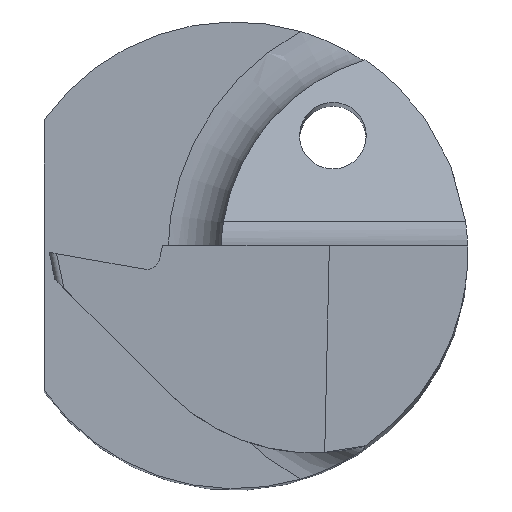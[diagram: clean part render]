
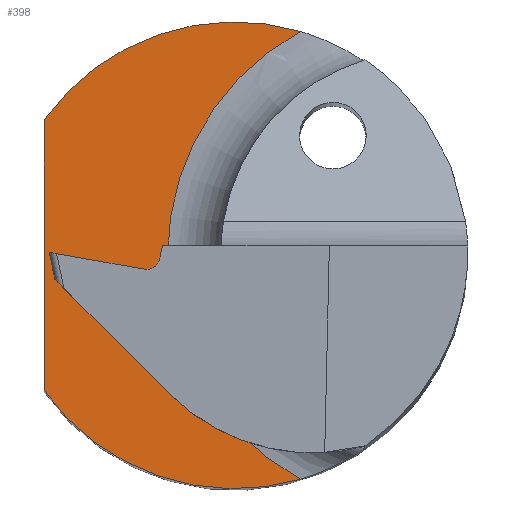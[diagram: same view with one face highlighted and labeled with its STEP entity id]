
A CAD part, top view. The second image highlights one B-rep face of the part: STEP entity #398.
In plain terms, the highlighted planar face has unit normal (0, 0, 1).
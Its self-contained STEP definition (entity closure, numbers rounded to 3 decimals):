
#10 = AXIS2_PLACEMENT_3D ( 'NONE', #126, #858, #643 ) ;
#63 = ORIENTED_EDGE ( 'NONE', *, *, #789, .F. ) ;
#89 = CARTESIAN_POINT ( 'NONE',  ( -2.85, -2.032, 15. ) ) ;
#126 = CARTESIAN_POINT ( 'NONE',  ( 0., 0., 15. ) ) ;
#151 = DIRECTION ( 'NONE',  ( -1., 0., 0. ) ) ;
#157 = CARTESIAN_POINT ( 'NONE',  ( -2.85, 2.032, 15. ) ) ;
#167 = CIRCLE ( 'NONE', #843, 3.827 ) ;
#170 = FACE_OUTER_BOUND ( 'NONE', #775, .T. ) ;
#239 = DIRECTION ( 'NONE',  ( -1., 0., 0. ) ) ;
#272 = ORIENTED_EDGE ( 'NONE', *, *, #284, .F. ) ;
#284 = EDGE_CURVE ( 'NONE', #492, #658, #613, .T. ) ;
#320 = VERTEX_POINT ( 'NONE', #89 ) ;
#331 = ORIENTED_EDGE ( 'NONE', *, *, #468, .F. ) ;
#335 = AXIS2_PLACEMENT_3D ( 'NONE', #453, #610, #689 ) ;
#398 = ADVANCED_FACE ( 'NONE', ( #170 ), #467, .T. ) ;
#420 = ORIENTED_EDGE ( 'NONE', *, *, #647, .F. ) ;
#453 = CARTESIAN_POINT ( 'NONE',  ( 0., 0., 15. ) ) ;
#467 = PLANE ( 'NONE',  #908 ) ;
#468 = EDGE_CURVE ( 'NONE', #708, #320, #484, .T. ) ;
#484 = CIRCLE ( 'NONE', #335, 3.5 ) ;
#492 = VERTEX_POINT ( 'NONE', #157 ) ;
#496 = CIRCLE ( 'NONE', #762, 3.827 ) ;
#518 = CARTESIAN_POINT ( 'NONE',  ( 2.827, 0., 15. ) ) ;
#527 = DIRECTION ( 'NONE',  ( 0., 0., 1. ) ) ;
#555 = VECTOR ( 'NONE', #692, 1000. ) ;
#575 = VERTEX_POINT ( 'NONE', #824 ) ;
#610 = DIRECTION ( 'NONE',  ( 0., 0., -1. ) ) ;
#611 = LINE ( 'NONE', #767, #555 ) ;
#613 = CIRCLE ( 'NONE', #10, 3.5 ) ;
#643 = DIRECTION ( 'NONE',  ( -1., 0., 0. ) ) ;
#647 = EDGE_CURVE ( 'NONE', #575, #708, #496, .T. ) ;
#658 = VERTEX_POINT ( 'NONE', #817 ) ;
#683 = EDGE_CURVE ( 'NONE', #658, #575, #167, .T. ) ;
#688 = CARTESIAN_POINT ( 'NONE',  ( 0.325, -0.054, 15. ) ) ;
#689 = DIRECTION ( 'NONE',  ( -1., 0., 0. ) ) ;
#692 = DIRECTION ( 'NONE',  ( 0., 1., 0. ) ) ;
#694 = DIRECTION ( 'NONE',  ( 0., 0., 1. ) ) ;
#708 = VERTEX_POINT ( 'NONE', #749 ) ;
#734 = CARTESIAN_POINT ( 'NONE',  ( 2.827, 0., 15. ) ) ;
#740 = DIRECTION ( 'NONE',  ( 0., 0., 1. ) ) ;
#749 = CARTESIAN_POINT ( 'NONE',  ( 0.99, -3.357, 15. ) ) ;
#762 = AXIS2_PLACEMENT_3D ( 'NONE', #518, #527, #896 ) ;
#767 = CARTESIAN_POINT ( 'NONE',  ( -2.85, 2.032, 15. ) ) ;
#775 = EDGE_LOOP ( 'NONE', ( #272, #63, #331, #420, #801 ) ) ;
#789 = EDGE_CURVE ( 'NONE', #320, #492, #611, .T. ) ;
#801 = ORIENTED_EDGE ( 'NONE', *, *, #683, .F. ) ;
#817 = CARTESIAN_POINT ( 'NONE',  ( 0.99, 3.357, 15. ) ) ;
#824 = CARTESIAN_POINT ( 'NONE',  ( -1., 0., 15. ) ) ;
#843 = AXIS2_PLACEMENT_3D ( 'NONE', #734, #740, #151 ) ;
#858 = DIRECTION ( 'NONE',  ( 0., 0., -1. ) ) ;
#896 = DIRECTION ( 'NONE',  ( -1., 0., 0. ) ) ;
#908 = AXIS2_PLACEMENT_3D ( 'NONE', #688, #694, #239 ) ;
